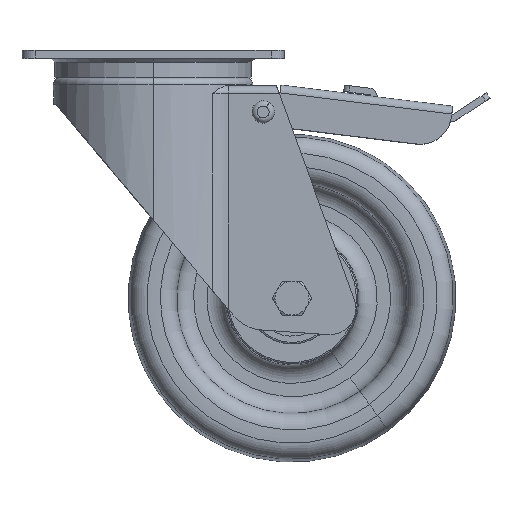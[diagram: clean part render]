
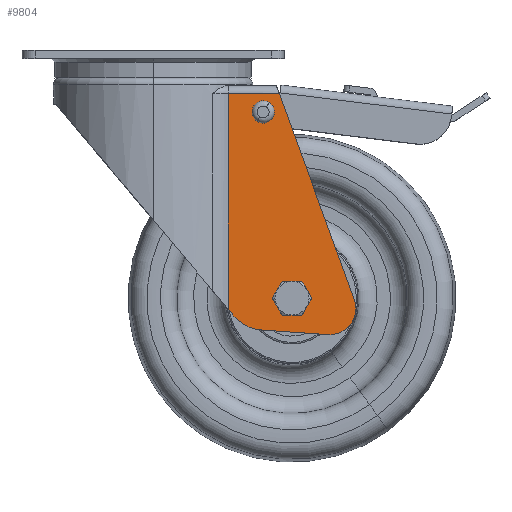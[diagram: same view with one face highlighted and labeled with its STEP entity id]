
A CAD part, top view. The second image highlights one B-rep face of the part: STEP entity #9804.
In plain terms, the highlighted planar face has unit normal (0, 0, 1).
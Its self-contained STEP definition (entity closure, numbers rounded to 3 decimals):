
#92 = DIRECTION ( 'NONE',  ( 0., 0., 1. ) ) ;
#299 = AXIS2_PLACEMENT_3D ( 'NONE', #6173, #18149, #10588 ) ;
#1452 = DIRECTION ( 'NONE',  ( 0., 0., 1. ) ) ;
#1696 = CIRCLE ( 'NONE', #12695, 2.5 ) ;
#2318 = ORIENTED_EDGE ( 'NONE', *, *, #15984, .T. ) ;
#2387 = DIRECTION ( 'NONE',  ( 1., 0., 0. ) ) ;
#2772 = LINE ( 'NONE', #29073, #17790 ) ;
#2867 = CARTESIAN_POINT ( 'NONE',  ( 67.336, -98.45, 28.5 ) ) ;
#3607 = VERTEX_POINT ( 'NONE', #4804 ) ;
#3687 = ORIENTED_EDGE ( 'NONE', *, *, #10863, .F. ) ;
#3972 = AXIS2_PLACEMENT_3D ( 'NONE', #28055, #13803, #5059 ) ;
#4250 = LINE ( 'NONE', #9322, #23386 ) ;
#4297 = EDGE_CURVE ( 'NONE', #30732, #28589, #6164, .T. ) ;
#4504 = AXIS2_PLACEMENT_3D ( 'NONE', #2867, #92, #17022 ) ;
#4579 = DIRECTION ( 'NONE',  ( -0.998, 0.07, 0. ) ) ;
#4804 = CARTESIAN_POINT ( 'NONE',  ( 48.151, -16.5, 28.5 ) ) ;
#4870 = AXIS2_PLACEMENT_3D ( 'NONE', #25458, #1452, #22828 ) ;
#5059 = DIRECTION ( 'NONE',  ( 1., 0., 0. ) ) ;
#5194 = CIRCLE ( 'NONE', #299, 15. ) ;
#6164 = CIRCLE ( 'NONE', #19257, 2.5 ) ;
#6173 = CARTESIAN_POINT ( 'NONE',  ( 42.315, -91.688, 28.5 ) ) ;
#6913 = VECTOR ( 'NONE', #21240, 1000. ) ;
#7500 = DIRECTION ( 'NONE',  ( -1., 0., 0. ) ) ;
#7729 = VERTEX_POINT ( 'NONE', #14763 ) ;
#8310 = CARTESIAN_POINT ( 'NONE',  ( 30.825, -101.33, 28.5 ) ) ;
#8586 = FACE_BOUND ( 'NONE', #23059, .T. ) ;
#8618 = VECTOR ( 'NONE', #28263, 1000. ) ;
#8975 = ORIENTED_EDGE ( 'NONE', *, *, #11278, .F. ) ;
#9014 = DIRECTION ( 'NONE',  ( -0.643, 0.766, 0. ) ) ;
#9295 = ORIENTED_EDGE ( 'NONE', *, *, #14822, .T. ) ;
#9322 = CARTESIAN_POINT ( 'NONE',  ( 7.348, -104.28, 28.5 ) ) ;
#9804 = ADVANCED_FACE ( 'NONE', ( #25402, #8586, #24641 ), #26253, .T. ) ;
#10588 = DIRECTION ( 'NONE',  ( 1., 0., 0. ) ) ;
#10863 = EDGE_CURVE ( 'NONE', #28589, #30732, #1696, .T. ) ;
#11278 = EDGE_CURVE ( 'NONE', #7729, #17395, #24420, .T. ) ;
#11424 = CARTESIAN_POINT ( 'NONE',  ( 44.5, -23.5, 28.5 ) ) ;
#11431 = CARTESIAN_POINT ( 'NONE',  ( 71.285, -149.549, 28.5 ) ) ;
#12040 = VERTEX_POINT ( 'NONE', #19327 ) ;
#12533 = EDGE_CURVE ( 'NONE', #16551, #16624, #18100, .T. ) ;
#12695 = AXIS2_PLACEMENT_3D ( 'NONE', #19013, #24103, #2387 ) ;
#13803 = DIRECTION ( 'NONE',  ( 0., 0., 1. ) ) ;
#14361 = CARTESIAN_POINT ( 'NONE',  ( 39.5, -23.5, 28.5 ) ) ;
#14388 = VERTEX_POINT ( 'NONE', #30200 ) ;
#14763 = CARTESIAN_POINT ( 'NONE',  ( 57.1, -94.5, 28.5 ) ) ;
#14822 = EDGE_CURVE ( 'NONE', #23664, #14388, #5194, .T. ) ;
#14951 = EDGE_CURVE ( 'NONE', #23664, #24754, #19788, .T. ) ;
#15312 = CARTESIAN_POINT ( 'NONE',  ( 76.733, -95.03, 28.5 ) ) ;
#15925 = LINE ( 'NONE', #18752, #6913 ) ;
#15942 = ORIENTED_EDGE ( 'NONE', *, *, #29058, .F. ) ;
#15984 = EDGE_CURVE ( 'NONE', #12040, #24754, #15925, .T. ) ;
#16551 = VERTEX_POINT ( 'NONE', #28365 ) ;
#16624 = VERTEX_POINT ( 'NONE', #15312 ) ;
#17022 = DIRECTION ( 'NONE',  ( 1., 0., 0. ) ) ;
#17029 = CIRCLE ( 'NONE', #3972, 4.1 ) ;
#17395 = VERTEX_POINT ( 'NONE', #20671 ) ;
#17733 = ORIENTED_EDGE ( 'NONE', *, *, #4297, .F. ) ;
#17790 = VECTOR ( 'NONE', #7500, 1000. ) ;
#18100 = CIRCLE ( 'NONE', #4504, 10. ) ;
#18149 = DIRECTION ( 'NONE',  ( 0., 0., 1. ) ) ;
#18709 = CARTESIAN_POINT ( 'NONE',  ( 104.504, -171.329, 28.5 ) ) ;
#18752 = CARTESIAN_POINT ( 'NONE',  ( 28.666, -94.549, 28.5 ) ) ;
#18926 = EDGE_LOOP ( 'NONE', ( #30815, #20465, #2318, #24994, #9295, #15942, #19651 ) ) ;
#19013 = CARTESIAN_POINT ( 'NONE',  ( 42., -23.5, 28.5 ) ) ;
#19257 = AXIS2_PLACEMENT_3D ( 'NONE', #19652, #24127, #22138 ) ;
#19327 = CARTESIAN_POINT ( 'NONE',  ( 28.666, -16.5, 28.5 ) ) ;
#19492 = EDGE_CURVE ( 'NONE', #17395, #7729, #17029, .T. ) ;
#19651 = ORIENTED_EDGE ( 'NONE', *, *, #12533, .T. ) ;
#19652 = CARTESIAN_POINT ( 'NONE',  ( 42., -23.5, 28.5 ) ) ;
#19788 = LINE ( 'NONE', #11431, #27618 ) ;
#20465 = ORIENTED_EDGE ( 'NONE', *, *, #29599, .T. ) ;
#20671 = CARTESIAN_POINT ( 'NONE',  ( 48.9, -94.5, 28.5 ) ) ;
#21240 = DIRECTION ( 'NONE',  ( 0., -1., 0. ) ) ;
#21259 = CARTESIAN_POINT ( 'NONE',  ( 0., -209.365, 28.5 ) ) ;
#21460 = DIRECTION ( 'NONE',  ( 1., 0., 0. ) ) ;
#22138 = DIRECTION ( 'NONE',  ( 1., 0., 0. ) ) ;
#22828 = DIRECTION ( 'NONE',  ( 1., 0., 0. ) ) ;
#23059 = EDGE_LOOP ( 'NONE', ( #8975, #25215 ) ) ;
#23174 = LINE ( 'NONE', #18709, #8618 ) ;
#23231 = EDGE_CURVE ( 'NONE', #3607, #16624, #23174, .T. ) ;
#23386 = VECTOR ( 'NONE', #4579, 1000. ) ;
#23429 = CARTESIAN_POINT ( 'NONE',  ( 28.666, -98.758, 28.5 ) ) ;
#23664 = VERTEX_POINT ( 'NONE', #8310 ) ;
#24103 = DIRECTION ( 'NONE',  ( 0., 0., 1. ) ) ;
#24127 = DIRECTION ( 'NONE',  ( 0., 0., 1. ) ) ;
#24420 = CIRCLE ( 'NONE', #4870, 4.1 ) ;
#24579 = EDGE_LOOP ( 'NONE', ( #3687, #17733 ) ) ;
#24641 = FACE_OUTER_BOUND ( 'NONE', #18926, .T. ) ;
#24754 = VERTEX_POINT ( 'NONE', #23429 ) ;
#24994 = ORIENTED_EDGE ( 'NONE', *, *, #14951, .F. ) ;
#25215 = ORIENTED_EDGE ( 'NONE', *, *, #19492, .F. ) ;
#25402 = FACE_BOUND ( 'NONE', #24579, .T. ) ;
#25458 = CARTESIAN_POINT ( 'NONE',  ( 53., -94.5, 28.5 ) ) ;
#26253 = PLANE ( 'NONE',  #29626 ) ;
#27618 = VECTOR ( 'NONE', #9014, 1000. ) ;
#28055 = CARTESIAN_POINT ( 'NONE',  ( 53., -94.5, 28.5 ) ) ;
#28263 = DIRECTION ( 'NONE',  ( 0.342, -0.94, 0. ) ) ;
#28365 = CARTESIAN_POINT ( 'NONE',  ( 66.639, -108.426, 28.5 ) ) ;
#28589 = VERTEX_POINT ( 'NONE', #11424 ) ;
#29058 = EDGE_CURVE ( 'NONE', #16551, #14388, #4250, .T. ) ;
#29073 = CARTESIAN_POINT ( 'NONE',  ( 28.666, -16.5, 28.5 ) ) ;
#29599 = EDGE_CURVE ( 'NONE', #3607, #12040, #2772, .T. ) ;
#29626 = AXIS2_PLACEMENT_3D ( 'NONE', #21259, #30888, #21460 ) ;
#30200 = CARTESIAN_POINT ( 'NONE',  ( 41.269, -106.652, 28.5 ) ) ;
#30732 = VERTEX_POINT ( 'NONE', #14361 ) ;
#30815 = ORIENTED_EDGE ( 'NONE', *, *, #23231, .F. ) ;
#30888 = DIRECTION ( 'NONE',  ( 0., 0., 1. ) ) ;
